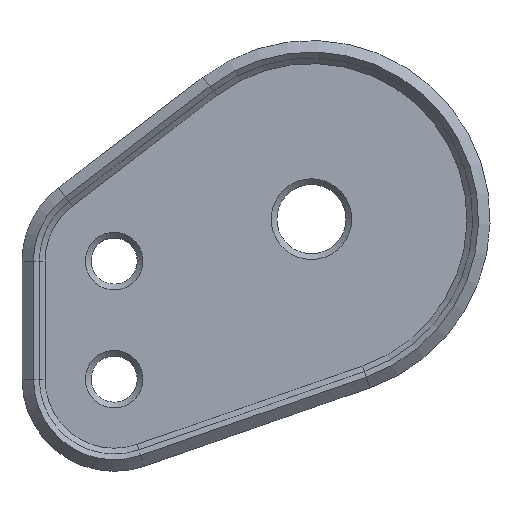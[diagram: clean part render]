
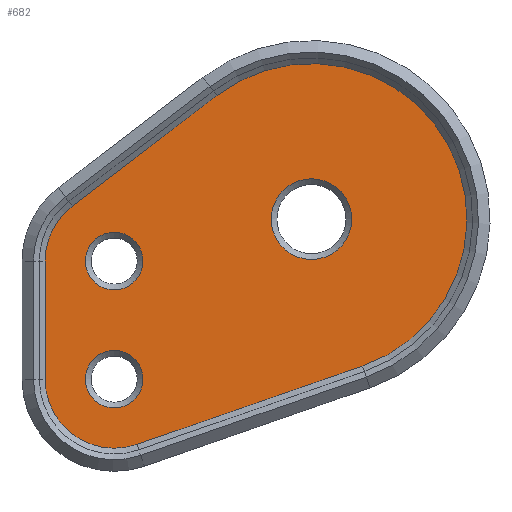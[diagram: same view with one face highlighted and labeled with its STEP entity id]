
A CAD part, left-side view. The second image highlights one B-rep face of the part: STEP entity #682.
In plain terms, the highlighted planar face has unit normal (-1, 0, 0).
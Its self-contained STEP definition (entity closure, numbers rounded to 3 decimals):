
#49=PLANE('',#768);
#86=CIRCLE('',#769,6.);
#87=CIRCLE('',#770,13.5);
#88=CIRCLE('',#771,6.);
#89=CIRCLE('',#772,3.5);
#90=CIRCLE('',#773,2.5);
#91=CIRCLE('',#774,2.5);
#158=ORIENTED_EDGE('',*,*,#326,.F.);
#159=ORIENTED_EDGE('',*,*,#327,.F.);
#160=ORIENTED_EDGE('',*,*,#328,.F.);
#161=ORIENTED_EDGE('',*,*,#329,.F.);
#162=ORIENTED_EDGE('',*,*,#330,.F.);
#163=ORIENTED_EDGE('',*,*,#331,.F.);
#164=ORIENTED_EDGE('',*,*,#332,.F.);
#165=ORIENTED_EDGE('',*,*,#333,.F.);
#166=ORIENTED_EDGE('',*,*,#334,.F.);
#326=EDGE_CURVE('',#404,#405,#446,.T.);
#327=EDGE_CURVE('',#406,#404,#86,.F.);
#328=EDGE_CURVE('',#407,#406,#447,.T.);
#329=EDGE_CURVE('',#408,#407,#87,.F.);
#330=EDGE_CURVE('',#409,#408,#448,.T.);
#331=EDGE_CURVE('',#405,#409,#88,.F.);
#332=EDGE_CURVE('',#410,#410,#89,.T.);
#333=EDGE_CURVE('',#411,#411,#90,.T.);
#334=EDGE_CURVE('',#412,#412,#91,.T.);
#404=VERTEX_POINT('',#1139);
#405=VERTEX_POINT('',#1140);
#406=VERTEX_POINT('',#1142);
#407=VERTEX_POINT('',#1144);
#408=VERTEX_POINT('',#1146);
#409=VERTEX_POINT('',#1148);
#410=VERTEX_POINT('',#1151);
#411=VERTEX_POINT('',#1153);
#412=VERTEX_POINT('',#1155);
#446=LINE('',#1138,#503);
#447=LINE('',#1143,#504);
#448=LINE('',#1147,#505);
#503=VECTOR('',#920,1000.);
#504=VECTOR('',#923,1000.);
#505=VECTOR('',#926,1000.);
#555=EDGE_LOOP('',(#158,#159,#160,#161,#162,#163));
#556=EDGE_LOOP('',(#164));
#557=EDGE_LOOP('',(#165));
#558=EDGE_LOOP('',(#166));
#617=FACE_BOUND('',#555,.T.);
#618=FACE_BOUND('',#556,.T.);
#619=FACE_BOUND('',#557,.T.);
#620=FACE_BOUND('',#558,.T.);
#682=ADVANCED_FACE('',(#617,#618,#619,#620),#49,.F.);
#768=AXIS2_PLACEMENT_3D('',#1137,#918,#919);
#769=AXIS2_PLACEMENT_3D('',#1141,#921,#922);
#770=AXIS2_PLACEMENT_3D('',#1145,#924,#925);
#771=AXIS2_PLACEMENT_3D('',#1149,#927,#928);
#772=AXIS2_PLACEMENT_3D('',#1150,#929,#930);
#773=AXIS2_PLACEMENT_3D('',#1152,#931,#932);
#774=AXIS2_PLACEMENT_3D('',#1154,#933,#934);
#918=DIRECTION('',(1.,0.,0.));
#919=DIRECTION('',(0.,-1.,0.));
#920=DIRECTION('',(0.,0.,1.));
#921=DIRECTION('',(-1.,0.,0.));
#922=DIRECTION('',(0.,-1.,0.));
#923=DIRECTION('',(0.,0.945,-0.328));
#924=DIRECTION('',(-1.,0.,0.));
#925=DIRECTION('',(0.,-1.,0.));
#926=DIRECTION('',(0.,-0.795,0.607));
#927=DIRECTION('',(-1.,0.,0.));
#928=DIRECTION('',(0.,-1.,0.));
#929=DIRECTION('',(-1.,0.,0.));
#930=DIRECTION('',(0.,-1.,0.));
#931=DIRECTION('',(-1.,0.,0.));
#932=DIRECTION('',(0.,-1.,0.));
#933=DIRECTION('',(-1.,0.,0.));
#934=DIRECTION('',(0.,-1.,0.));
#1137=CARTESIAN_POINT('',(28.5,-34.383,-5.));
#1138=CARTESIAN_POINT('',(28.5,-28.383,5.25));
#1139=CARTESIAN_POINT('',(28.5,-28.383,-5.));
#1140=CARTESIAN_POINT('',(28.5,-28.383,5.25));
#1141=CARTESIAN_POINT('',(28.5,-34.383,-5.));
#1142=CARTESIAN_POINT('',(28.5,-36.353,-10.668));
#1143=CARTESIAN_POINT('',(28.5,-36.353,-10.668));
#1144=CARTESIAN_POINT('',(28.5,-55.932,-3.864));
#1145=CARTESIAN_POINT('',(28.5,-51.501,8.888));
#1146=CARTESIAN_POINT('',(28.5,-43.305,19.616));
#1147=CARTESIAN_POINT('',(28.5,-43.305,19.616));
#1148=CARTESIAN_POINT('',(28.5,-30.741,10.018));
#1149=CARTESIAN_POINT('',(28.5,-34.383,5.25));
#1150=CARTESIAN_POINT('',(28.5,-51.501,8.888));
#1151=CARTESIAN_POINT('',(28.5,-55.001,8.888));
#1152=CARTESIAN_POINT('',(28.5,-34.383,5.25));
#1153=CARTESIAN_POINT('',(28.5,-36.883,5.25));
#1154=CARTESIAN_POINT('',(28.5,-34.383,-5.));
#1155=CARTESIAN_POINT('',(28.5,-36.883,-5.));
